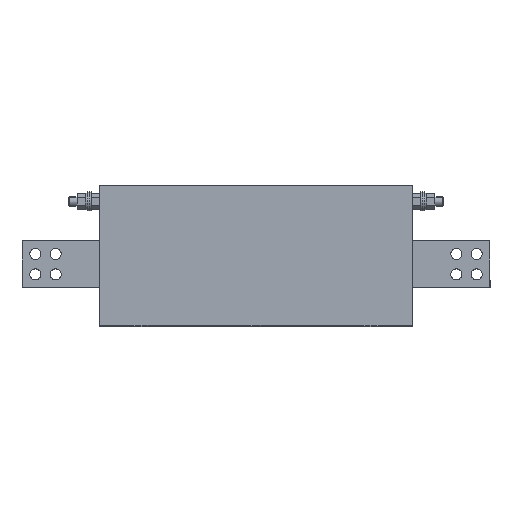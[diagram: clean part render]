
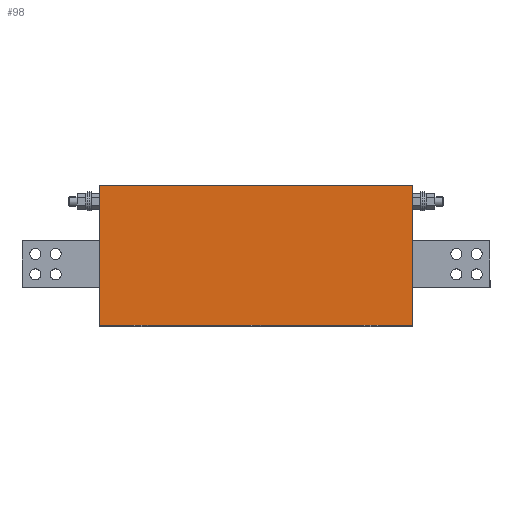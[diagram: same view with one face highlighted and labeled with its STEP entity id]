
A CAD part, top view. The second image highlights one B-rep face of the part: STEP entity #98.
In plain terms, the highlighted planar face has unit normal (0, 0, 1).
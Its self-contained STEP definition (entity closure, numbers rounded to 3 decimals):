
#98 = ADVANCED_FACE ( 'Defeature ausgef�hrt1_13', ( #4149 ), #330, .F. ) ;
#259 = LINE ( 'NONE', #1438, #7060 ) ;
#330 = PLANE ( 'NONE',  #8015 ) ;
#415 = EDGE_CURVE ( 'Defeature ausgef�hrt1_13+Defeature ausgef�hrt1_12+Defeature ausgef�hrt1_1+Defeature ausgef�hrt1_0', #5690, #2923, #259, .T. ) ;
#495 = VECTOR ( 'NONE', #7144, 1000. ) ;
#647 = CARTESIAN_POINT ( 'NONE',  ( 200., 179., 125. ) ) ;
#886 = CARTESIAN_POINT ( 'NONE',  ( -200., 0., 125. ) ) ;
#932 = DIRECTION ( 'NONE',  ( 0., 0., -1. ) ) ;
#1249 = VECTOR ( 'NONE', #4725, 1000. ) ;
#1339 = DIRECTION ( 'NONE',  ( -1., 0., 0. ) ) ;
#1360 = EDGE_CURVE ( 'Defeature ausgef�hrt1_14+Defeature ausgef�hrt1_13+Defeature ausgef�hrt1_1+Defeature ausgef�hrt1_0', #4242, #5995, #6933, .T. ) ;
#1438 = CARTESIAN_POINT ( 'NONE',  ( 200., 179., 125. ) ) ;
#2188 = EDGE_CURVE ( 'Defeature ausgef�hrt1_13+Defeature ausgef�hrt1_0+Defeature ausgef�hrt1_12+Defeature ausgef�hrt1_14', #2923, #5995, #6393, .T. ) ;
#2648 = LINE ( 'NONE', #4531, #495 ) ;
#2765 = ORIENTED_EDGE ( 'NONE', *, *, #8004, .F. ) ;
#2923 = VERTEX_POINT ( 'NONE', #5611 ) ;
#3270 = ORIENTED_EDGE ( 'NONE', *, *, #2188, .T. ) ;
#4149 = FACE_OUTER_BOUND ( 'NONE', #5395, .T. ) ;
#4242 = VERTEX_POINT ( 'NONE', #5710 ) ;
#4531 = CARTESIAN_POINT ( 'NONE',  ( 200., 179., 125. ) ) ;
#4725 = DIRECTION ( 'NONE',  ( 0., -1., 0. ) ) ;
#5279 = CARTESIAN_POINT ( 'NONE',  ( 200., 0., 125. ) ) ;
#5395 = EDGE_LOOP ( 'NONE', ( #3270, #7254, #2765, #7414 ) ) ;
#5611 = CARTESIAN_POINT ( 'NONE',  ( -200., 179., 125. ) ) ;
#5690 = VERTEX_POINT ( 'NONE', #647 ) ;
#5710 = CARTESIAN_POINT ( 'NONE',  ( 200., 0., 125. ) ) ;
#5995 = VERTEX_POINT ( 'NONE', #886 ) ;
#6033 = DIRECTION ( 'NONE',  ( -1., 0., 0. ) ) ;
#6269 = CARTESIAN_POINT ( 'NONE',  ( 200., 179., 125. ) ) ;
#6393 = LINE ( 'NONE', #6679, #1249 ) ;
#6679 = CARTESIAN_POINT ( 'NONE',  ( -200., 179., 125. ) ) ;
#6858 = DIRECTION ( 'NONE',  ( 0., 1., 0. ) ) ;
#6933 = LINE ( 'NONE', #5279, #7435 ) ;
#7060 = VECTOR ( 'NONE', #6033, 1000. ) ;
#7144 = DIRECTION ( 'NONE',  ( 0., -1., 0. ) ) ;
#7254 = ORIENTED_EDGE ( 'NONE', *, *, #1360, .F. ) ;
#7414 = ORIENTED_EDGE ( 'NONE', *, *, #415, .T. ) ;
#7435 = VECTOR ( 'NONE', #1339, 1000. ) ;
#8004 = EDGE_CURVE ( 'Defeature ausgef�hrt1_1+Defeature ausgef�hrt1_13+Defeature ausgef�hrt1_12+Defeature ausgef�hrt1_14', #5690, #4242, #2648, .T. ) ;
#8015 = AXIS2_PLACEMENT_3D ( 'NONE', #6269, #932, #6858 ) ;
